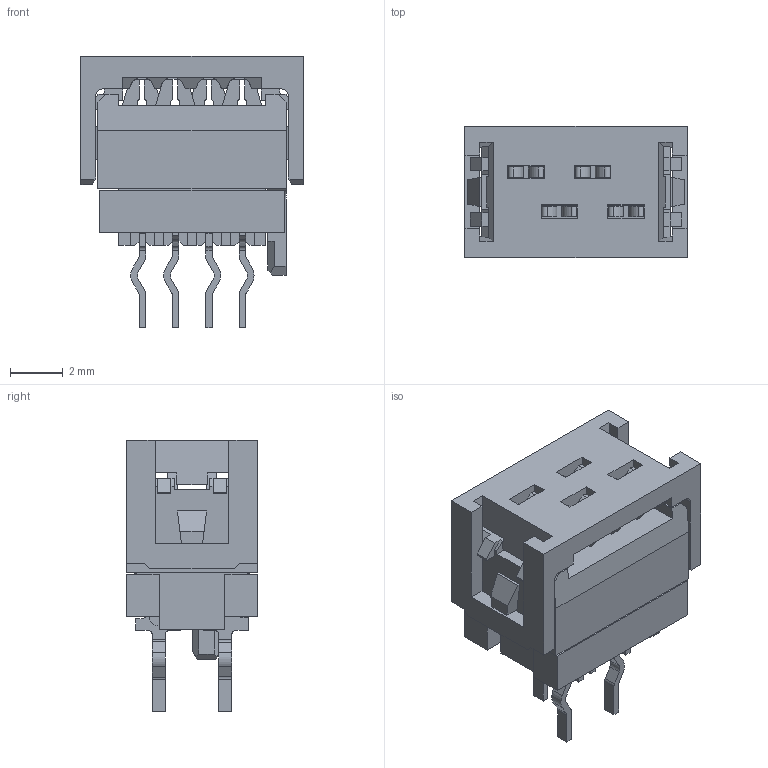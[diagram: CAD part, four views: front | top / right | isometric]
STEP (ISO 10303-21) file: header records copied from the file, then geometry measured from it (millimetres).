
FILE_DESCRIPTION(('FreeCAD Model'),'2;1');
FILE_NAME('c-215079-4_joined.stp','2017-09-14T12:54:38',( 'Author'),(''),'Open CASCADE STEP processor 6.8','FreeCAD','Unknown' );
FILE_SCHEMA(('AUTOMOTIVE_DESIGN_CC2 { 1 2 10303 214 -1 1 5 4 }'));
Length unit declared in the file: millimetre
Products named in the file (1): Fusion
Bounding box: 8.46 x 5 x 10.35 mm (x, y, z)
Volume: 220.2 mm3; surface area: 616.1 mm2
Topology: 1 solids, 9 shells, 696 faces, 2042 edges, 1353 vertices
Faces by surface type: plane 578, cylinder 118
Entity records: 23215 total; most frequent: CARTESIAN_POINT 4540, ORIENTED_EDGE 4084, DIRECTION 3564, EDGE_CURVE 2042, LINE 1762, VECTOR 1762, VERTEX_POINT 1353, AXIS2_PLACEMENT_3D 901
